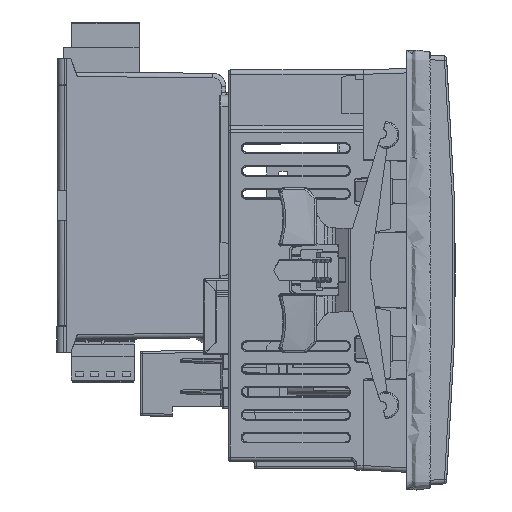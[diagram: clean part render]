
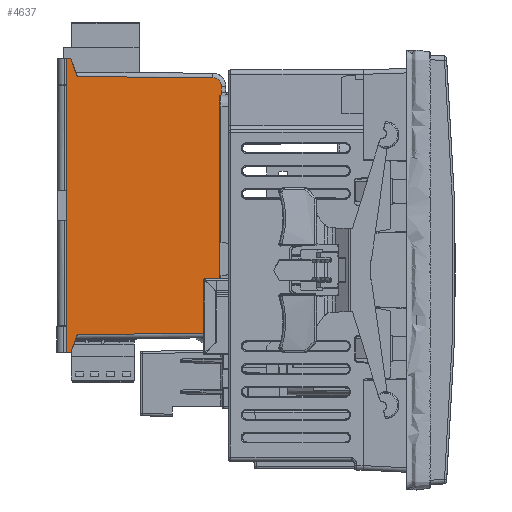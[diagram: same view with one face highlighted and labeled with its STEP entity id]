
A CAD part, front view. The second image highlights one B-rep face of the part: STEP entity #4637.
In plain terms, the highlighted planar face has unit normal (0.009, -1, 0).
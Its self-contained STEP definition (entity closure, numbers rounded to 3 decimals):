
#1230=B_SPLINE_CURVE_WITH_KNOTS('',3,(#69364,#69365,#69366,#69367,#69368,
#69369,#69370,#69371,#69372,#69373,#69374,#69375,#69376,#69377,#69378,#69379,
#69380,#69381),.UNSPECIFIED.,.F.,.F.,(4,2,2,2,2,2,2,2,4),(0.,0.125,0.25,
0.375,0.5,0.625,0.75,0.875,1.),.UNSPECIFIED.);
#1237=B_SPLINE_CURVE_WITH_KNOTS('',3,(#69737,#69738,#69739,#69740,#69741,
#69742,#69743,#69744,#69745,#69746,#69747,#69748),.UNSPECIFIED.,.F.,.F.,
(4,2,2,2,2,4),(0.,0.2,0.4,0.6,0.8,1.),.UNSPECIFIED.);
#1238=B_SPLINE_CURVE_WITH_KNOTS('',3,(#69752,#69753,#69754,#69755,#69756,
#69757,#69758,#69759,#69760,#69761,#69762,#69763,#69764,#69765,#69766,#69767,
#69768,#69769,#69770,#69771),.UNSPECIFIED.,.F.,.F.,(4,2,2,2,2,2,2,2,2,4),
(0.,0.111,0.222,0.333,0.444,0.556,
0.667,0.778,0.889,1.),.UNSPECIFIED.);
#2388=PLANE('',#41247);
#4637=ADVANCED_FACE('',(#6661),#2388,.F.);
#6661=FACE_OUTER_BOUND('',#8343,.T.);
#8343=EDGE_LOOP('',(#22929,#22930,#22931,#22932,#22933,#22934,#22935,#22936,
#22937,#22938,#22939,#22940,#22941,#22942));
#11529=LINE('',#69641,#15717);
#11547=LINE('',#69721,#15735);
#11548=LINE('',#69723,#15736);
#11549=LINE('',#69725,#15737);
#11550=LINE('',#69727,#15738);
#11551=LINE('',#69729,#15739);
#11552=LINE('',#69731,#15740);
#11553=LINE('',#69733,#15741);
#11554=LINE('',#69735,#15742);
#11555=LINE('',#69736,#15743);
#11556=LINE('',#69750,#15744);
#15717=VECTOR('',#48787,1.);
#15735=VECTOR('',#48825,1.);
#15736=VECTOR('',#48826,1.);
#15737=VECTOR('',#48827,1.);
#15738=VECTOR('',#48828,1.);
#15739=VECTOR('',#48829,1.);
#15740=VECTOR('',#48830,1.);
#15741=VECTOR('',#48831,1.);
#15742=VECTOR('',#48832,1.);
#15743=VECTOR('',#48833,1.);
#15744=VECTOR('',#48834,1.);
#22929=ORIENTED_EDGE('',*,*,#35735,.F.);
#22930=ORIENTED_EDGE('',*,*,#35736,.T.);
#22931=ORIENTED_EDGE('',*,*,#35737,.F.);
#22932=ORIENTED_EDGE('',*,*,#35738,.T.);
#22933=ORIENTED_EDGE('',*,*,#35739,.F.);
#22934=ORIENTED_EDGE('',*,*,#35740,.T.);
#22935=ORIENTED_EDGE('',*,*,#35741,.T.);
#22936=ORIENTED_EDGE('',*,*,#35742,.F.);
#22937=ORIENTED_EDGE('',*,*,#35646,.F.);
#22938=ORIENTED_EDGE('',*,*,#35743,.T.);
#22939=ORIENTED_EDGE('',*,*,#35744,.F.);
#22940=ORIENTED_EDGE('',*,*,#35745,.F.);
#22941=ORIENTED_EDGE('',*,*,#35746,.F.);
#22942=ORIENTED_EDGE('',*,*,#35710,.F.);
#29799=VERTEX_POINT('',#69363);
#29800=VERTEX_POINT('',#69382);
#29802=VERTEX_POINT('',#69447);
#29859=VERTEX_POINT('',#69640);
#29860=VERTEX_POINT('',#69642);
#29880=VERTEX_POINT('',#69722);
#29881=VERTEX_POINT('',#69724);
#29882=VERTEX_POINT('',#69726);
#29883=VERTEX_POINT('',#69728);
#29884=VERTEX_POINT('',#69730);
#29885=VERTEX_POINT('',#69732);
#29886=VERTEX_POINT('',#69734);
#29887=VERTEX_POINT('',#69749);
#29888=VERTEX_POINT('',#69751);
#35646=EDGE_CURVE('',#29799,#29800,#1230,.T.);
#35710=EDGE_CURVE('',#29859,#29860,#11529,.T.);
#35735=EDGE_CURVE('',#29880,#29859,#11547,.T.);
#35736=EDGE_CURVE('',#29880,#29881,#11548,.T.);
#35737=EDGE_CURVE('',#29882,#29881,#11549,.T.);
#35738=EDGE_CURVE('',#29882,#29883,#11550,.T.);
#35739=EDGE_CURVE('',#29884,#29883,#11551,.T.);
#35740=EDGE_CURVE('',#29884,#29885,#11552,.T.);
#35741=EDGE_CURVE('',#29885,#29886,#11553,.T.);
#35742=EDGE_CURVE('',#29800,#29886,#11554,.T.);
#35743=EDGE_CURVE('',#29799,#29802,#11555,.T.);
#35744=EDGE_CURVE('',#29887,#29802,#1237,.T.);
#35745=EDGE_CURVE('',#29888,#29887,#11556,.T.);
#35746=EDGE_CURVE('',#29860,#29888,#1238,.T.);
#41247=AXIS2_PLACEMENT_3D('',#69772,#48835,#48836);
#48787=DIRECTION('',(1.,0.009,-0.009));
#48825=DIRECTION('',(0.342,0.003,-0.94));
#48826=DIRECTION('',(-1.,-0.009,0.));
#48827=DIRECTION('',(0.,0.,1.));
#48828=DIRECTION('',(0.,0.,-1.));
#48829=DIRECTION('',(0.,0.,1.));
#48830=DIRECTION('',(1.,0.009,0.));
#48831=DIRECTION('',(0.342,0.003,0.94));
#48832=DIRECTION('',(-1.,-0.009,-0.009));
#48833=DIRECTION('',(0.,0.,1.));
#48834=DIRECTION('',(0.,0.,-1.));
#48835=DIRECTION('',(-0.009,1.,0.));
#48836=DIRECTION('',(1.,0.009,0.));
#69363=CARTESIAN_POINT('',(-43.101,23.375,-13.598));
#69364=CARTESIAN_POINT('',(-43.101,23.375,-13.598));
#69365=CARTESIAN_POINT('',(-43.101,23.375,-13.631));
#69366=CARTESIAN_POINT('',(-43.104,23.375,-13.663));
#69367=CARTESIAN_POINT('',(-43.117,23.375,-13.727));
#69368=CARTESIAN_POINT('',(-43.126,23.375,-13.758));
#69369=CARTESIAN_POINT('',(-43.151,23.375,-13.819));
#69370=CARTESIAN_POINT('',(-43.167,23.375,-13.848));
#69371=CARTESIAN_POINT('',(-43.203,23.374,-13.902));
#69372=CARTESIAN_POINT('',(-43.223,23.374,-13.927));
#69373=CARTESIAN_POINT('',(-43.269,23.374,-13.973));
#69374=CARTESIAN_POINT('',(-43.294,23.374,-13.994));
#69375=CARTESIAN_POINT('',(-43.348,23.373,-14.031));
#69376=CARTESIAN_POINT('',(-43.377,23.373,-14.046));
#69377=CARTESIAN_POINT('',(-43.437,23.372,-14.072));
#69378=CARTESIAN_POINT('',(-43.468,23.372,-14.081));
#69379=CARTESIAN_POINT('',(-43.532,23.372,-14.095));
#69380=CARTESIAN_POINT('',(-43.564,23.371,-14.098));
#69381=CARTESIAN_POINT('',(-43.597,23.371,-14.098));
#69382=CARTESIAN_POINT('',(-43.597,23.371,-14.098));
#69447=CARTESIAN_POINT('',(-43.101,23.375,38.483));
#69640=CARTESIAN_POINT('',(-75.718,23.091,43.097));
#69641=CARTESIAN_POINT('',(-75.9,23.089,43.099));
#69642=CARTESIAN_POINT('',(-45.584,23.354,42.834));
#69721=CARTESIAN_POINT('',(-76.835,23.081,46.166));
#69722=CARTESIAN_POINT('',(-77.178,23.078,47.109));
#69723=CARTESIAN_POINT('',(-77.431,23.076,47.109));
#69724=CARTESIAN_POINT('',(-78.11,23.07,47.109));
#69725=CARTESIAN_POINT('',(-78.11,23.07,-14.752));
#69726=CARTESIAN_POINT('',(-78.11,23.07,41.274));
#69727=CARTESIAN_POINT('',(-78.11,23.07,41.274));
#69728=CARTESIAN_POINT('',(-78.11,23.07,-12.556));
#69729=CARTESIAN_POINT('',(-78.11,23.07,-14.752));
#69730=CARTESIAN_POINT('',(-78.11,23.07,-18.391));
#69731=CARTESIAN_POINT('',(-80.014,23.053,-18.391));
#69732=CARTESIAN_POINT('',(-77.178,23.078,-18.391));
#69733=CARTESIAN_POINT('',(-76.265,23.086,-15.883));
#69734=CARTESIAN_POINT('',(-75.718,23.091,-14.379));
#69735=CARTESIAN_POINT('',(-43.597,23.371,-14.098));
#69736=CARTESIAN_POINT('',(-43.101,23.375,38.483));
#69737=CARTESIAN_POINT('',(-43.601,23.371,39.601));
#69738=CARTESIAN_POINT('',(-43.601,23.371,39.516));
#69739=CARTESIAN_POINT('',(-43.594,23.371,39.433));
#69740=CARTESIAN_POINT('',(-43.566,23.371,39.267));
#69741=CARTESIAN_POINT('',(-43.545,23.371,39.185));
#69742=CARTESIAN_POINT('',(-43.489,23.372,39.027));
#69743=CARTESIAN_POINT('',(-43.455,23.372,38.95));
#69744=CARTESIAN_POINT('',(-43.374,23.373,38.803));
#69745=CARTESIAN_POINT('',(-43.327,23.373,38.732));
#69746=CARTESIAN_POINT('',(-43.222,23.374,38.601));
#69747=CARTESIAN_POINT('',(-43.165,23.375,38.54));
#69748=CARTESIAN_POINT('',(-43.101,23.375,38.483));
#69749=CARTESIAN_POINT('',(-43.601,23.371,39.601));
#69750=CARTESIAN_POINT('',(-43.601,23.371,40.834));
#69751=CARTESIAN_POINT('',(-43.601,23.371,40.834));
#69752=CARTESIAN_POINT('',(-45.584,23.354,42.834));
#69753=CARTESIAN_POINT('',(-45.467,23.355,42.833));
#69754=CARTESIAN_POINT('',(-45.353,23.356,42.822));
#69755=CARTESIAN_POINT('',(-45.126,23.358,42.78));
#69756=CARTESIAN_POINT('',(-45.013,23.359,42.749));
#69757=CARTESIAN_POINT('',(-44.796,23.361,42.669));
#69758=CARTESIAN_POINT('',(-44.691,23.361,42.619));
#69759=CARTESIAN_POINT('',(-44.492,23.363,42.502));
#69760=CARTESIAN_POINT('',(-44.397,23.364,42.435));
#69761=CARTESIAN_POINT('',(-44.22,23.366,42.285));
#69762=CARTESIAN_POINT('',(-44.138,23.366,42.203));
#69763=CARTESIAN_POINT('',(-43.99,23.368,42.025));
#69764=CARTESIAN_POINT('',(-43.924,23.368,41.929));
#69765=CARTESIAN_POINT('',(-43.809,23.369,41.729));
#69766=CARTESIAN_POINT('',(-43.76,23.37,41.623));
#69767=CARTESIAN_POINT('',(-43.681,23.37,41.405));
#69768=CARTESIAN_POINT('',(-43.651,23.371,41.293));
#69769=CARTESIAN_POINT('',(-43.611,23.371,41.066));
#69770=CARTESIAN_POINT('',(-43.601,23.371,40.951));
#69771=CARTESIAN_POINT('',(-43.601,23.371,40.834));
#69772=CARTESIAN_POINT('',(-77.431,23.076,-14.752));
